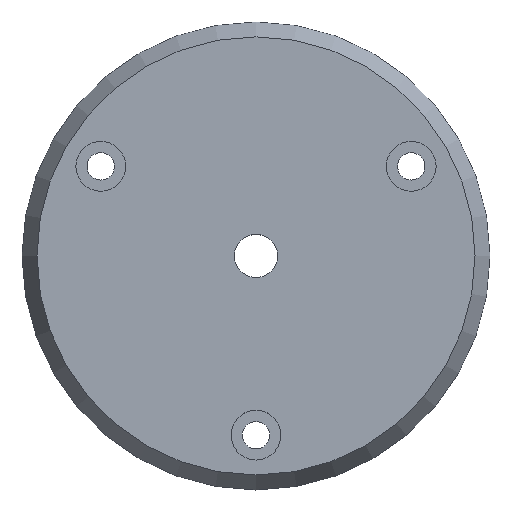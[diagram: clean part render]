
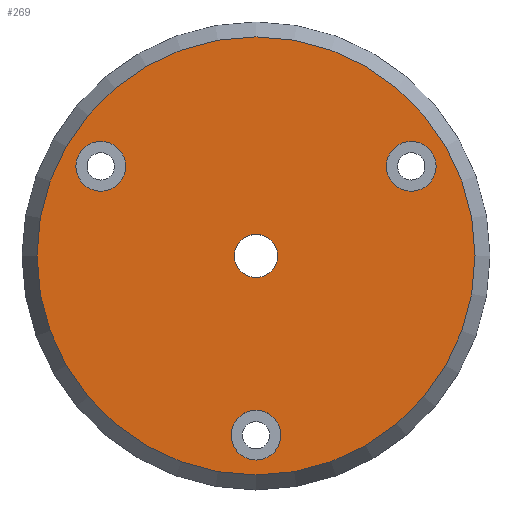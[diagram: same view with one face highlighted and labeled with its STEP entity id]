
A CAD part, top view. The second image highlights one B-rep face of the part: STEP entity #269.
In plain terms, the highlighted planar face has unit normal (0, 0, 1).
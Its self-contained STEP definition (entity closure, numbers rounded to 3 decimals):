
#19=FACE_BOUND('',#74,.T.);
#20=FACE_BOUND('',#75,.T.);
#21=FACE_BOUND('',#76,.T.);
#22=FACE_BOUND('',#77,.T.);
#32=PLANE('',#320);
#51=FACE_OUTER_BOUND('',#73,.T.);
#73=EDGE_LOOP('',(#230));
#74=EDGE_LOOP('',(#231));
#75=EDGE_LOOP('',(#232));
#76=EDGE_LOOP('',(#233));
#77=EDGE_LOOP('',(#234));
#108=CIRCLE('',#288,4.354);
#114=CIRCLE('',#298,5.);
#118=CIRCLE('',#305,5.);
#122=CIRCLE('',#312,5.);
#124=CIRCLE('',#316,44.);
#129=VERTEX_POINT('',#419);
#135=VERTEX_POINT('',#437);
#139=VERTEX_POINT('',#450);
#143=VERTEX_POINT('',#463);
#145=VERTEX_POINT('',#471);
#150=EDGE_CURVE('',#129,#129,#108,.T.);
#158=EDGE_CURVE('',#135,#135,#114,.T.);
#164=EDGE_CURVE('',#139,#139,#118,.T.);
#170=EDGE_CURVE('',#143,#143,#122,.T.);
#174=EDGE_CURVE('',#145,#145,#124,.T.);
#230=ORIENTED_EDGE('',*,*,#174,.F.);
#231=ORIENTED_EDGE('',*,*,#150,.T.);
#232=ORIENTED_EDGE('',*,*,#158,.T.);
#233=ORIENTED_EDGE('',*,*,#164,.T.);
#234=ORIENTED_EDGE('',*,*,#170,.T.);
#269=ADVANCED_FACE('',(#51,#19,#20,#21,#22),#32,.T.);
#288=AXIS2_PLACEMENT_3D('',#420,#330,#331);
#298=AXIS2_PLACEMENT_3D('',#438,#352,#353);
#305=AXIS2_PLACEMENT_3D('',#451,#368,#369);
#312=AXIS2_PLACEMENT_3D('',#464,#384,#385);
#316=AXIS2_PLACEMENT_3D('',#472,#394,#395);
#320=AXIS2_PLACEMENT_3D('',#480,#404,#405);
#330=DIRECTION('center_axis',(0.,0.,-1.));
#331=DIRECTION('ref_axis',(1.,0.,0.));
#352=DIRECTION('center_axis',(0.,0.,-1.));
#353=DIRECTION('ref_axis',(1.,0.,0.));
#368=DIRECTION('center_axis',(0.,0.,-1.));
#369=DIRECTION('ref_axis',(1.,0.,0.));
#384=DIRECTION('center_axis',(0.,0.,-1.));
#385=DIRECTION('ref_axis',(1.,0.,0.));
#394=DIRECTION('center_axis',(0.,0.,-1.));
#395=DIRECTION('ref_axis',(-1.,0.,0.));
#404=DIRECTION('center_axis',(0.,0.,1.));
#405=DIRECTION('ref_axis',(-1.,0.,0.));
#419=CARTESIAN_POINT('',(-4.354,0.,15.));
#420=CARTESIAN_POINT('Origin',(0.,0.,15.));
#437=CARTESIAN_POINT('',(-36.177,18.,15.));
#438=CARTESIAN_POINT('Origin',(-31.177,18.,15.));
#450=CARTESIAN_POINT('',(26.177,18.,15.));
#451=CARTESIAN_POINT('Origin',(31.177,18.,15.));
#463=CARTESIAN_POINT('',(-5.,-36.,15.));
#464=CARTESIAN_POINT('Origin',(0.,-36.,15.));
#471=CARTESIAN_POINT('',(44.,0.,15.));
#472=CARTESIAN_POINT('Origin',(0.,0.,15.));
#480=CARTESIAN_POINT('Origin',(0.,0.,15.));
